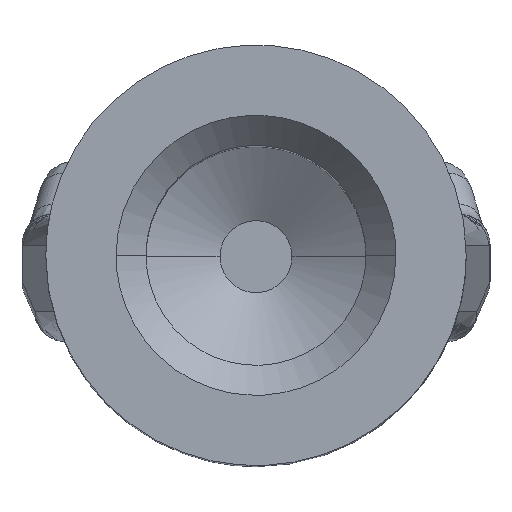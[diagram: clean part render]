
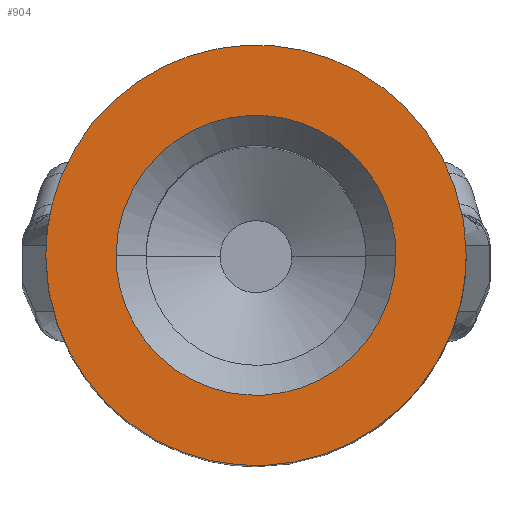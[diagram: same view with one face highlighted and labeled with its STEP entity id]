
A CAD part, top view. The second image highlights one B-rep face of the part: STEP entity #904.
In plain terms, the highlighted free-form (B-spline) face has degree [1, 1] with [2, 2] control points.
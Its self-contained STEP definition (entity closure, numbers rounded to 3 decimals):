
#24 = VERTEX_POINT('',#25);
#25 = CARTESIAN_POINT('',(2.938,0.,0.));
#30 = EDGE_CURVE('',#24,#31,#33,.T.);
#31 = VERTEX_POINT('',#32);
#32 = CARTESIAN_POINT('',(-2.938,0.,
    0.));
#33 = ( BOUNDED_CURVE() B_SPLINE_CURVE(2,(#34,#35,#36,#37,#38),
.UNSPECIFIED.,.F.,.F.) B_SPLINE_CURVE_WITH_KNOTS((3,2,3),(3.142,
4.712,6.283),.PIECEWISE_BEZIER_KNOTS.) CURVE() 
GEOMETRIC_REPRESENTATION_ITEM() RATIONAL_B_SPLINE_CURVE((1.,
0.707,1.,0.707,1.)) REPRESENTATION_ITEM('') );
#34 = CARTESIAN_POINT('',(2.938,0.,
    0.));
#35 = CARTESIAN_POINT('',(2.938,-2.938,
    0.));
#36 = CARTESIAN_POINT('',(0.,-2.938,
    0.));
#37 = CARTESIAN_POINT('',(-2.938,-2.938,
    0.));
#38 = CARTESIAN_POINT('',(-2.938,0.,
    0.));
#117 = VERTEX_POINT('',#118);
#118 = CARTESIAN_POINT('',(-4.413,0.,
    0.));
#123 = EDGE_CURVE('',#124,#117,#126,.T.);
#124 = VERTEX_POINT('',#125);
#125 = CARTESIAN_POINT('',(4.413,0.,0.));
#126 = ( BOUNDED_CURVE() B_SPLINE_CURVE(2,(#127,#128,#129,#130,#131),
.UNSPECIFIED.,.F.,.F.) B_SPLINE_CURVE_WITH_KNOTS((3,2,3),(0.,
1.571,3.142),.PIECEWISE_BEZIER_KNOTS.) CURVE() 
GEOMETRIC_REPRESENTATION_ITEM() RATIONAL_B_SPLINE_CURVE((1.,
0.707,1.,0.707,1.)) REPRESENTATION_ITEM('') );
#127 = CARTESIAN_POINT('',(4.413,0.,0.));
#128 = CARTESIAN_POINT('',(4.413,4.413,
    0.));
#129 = CARTESIAN_POINT('',(0.,4.413,
    0.));
#130 = CARTESIAN_POINT('',(-4.413,4.413,
    0.));
#131 = CARTESIAN_POINT('',(-4.413,0.,
    0.));
#886 = EDGE_CURVE('',#117,#124,#887,.T.);
#887 = ( BOUNDED_CURVE() B_SPLINE_CURVE(2,(#888,#889,#890,#891,#892),
.UNSPECIFIED.,.F.,.F.) B_SPLINE_CURVE_WITH_KNOTS((3,2,3),(3.142,
4.712,6.283),.PIECEWISE_BEZIER_KNOTS.) CURVE() 
GEOMETRIC_REPRESENTATION_ITEM() RATIONAL_B_SPLINE_CURVE((1.,
0.707,1.,0.707,1.)) REPRESENTATION_ITEM('') );
#888 = CARTESIAN_POINT('',(-4.413,0.,
    0.));
#889 = CARTESIAN_POINT('',(-4.413,-4.413,
    0.));
#890 = CARTESIAN_POINT('',(0.,-4.413,
    0.));
#891 = CARTESIAN_POINT('',(4.413,-4.413,
    0.));
#892 = CARTESIAN_POINT('',(4.413,0.,
    0.));
#904 = ADVANCED_FACE('',(#905,#916),#920,.F.);
#905 = FACE_BOUND('',#906,.T.);
#906 = EDGE_LOOP('',(#907,#908));
#907 = ORIENTED_EDGE('',*,*,#30,.T.);
#908 = ORIENTED_EDGE('',*,*,#909,.T.);
#909 = EDGE_CURVE('',#31,#24,#910,.T.);
#910 = ( BOUNDED_CURVE() B_SPLINE_CURVE(2,(#911,#912,#913,#914,#915),
.UNSPECIFIED.,.F.,.F.) B_SPLINE_CURVE_WITH_KNOTS((3,2,3),(0.,
1.571,3.142),.PIECEWISE_BEZIER_KNOTS.) CURVE() 
GEOMETRIC_REPRESENTATION_ITEM() RATIONAL_B_SPLINE_CURVE((1.,
0.707,1.,0.707,1.)) REPRESENTATION_ITEM('') );
#911 = CARTESIAN_POINT('',(-2.938,0.,0.));
#912 = CARTESIAN_POINT('',(-2.938,2.938,
    0.));
#913 = CARTESIAN_POINT('',(0.,2.938,
    0.));
#914 = CARTESIAN_POINT('',(2.938,2.938,
    0.));
#915 = CARTESIAN_POINT('',(2.938,0.,
    0.));
#916 = FACE_BOUND('',#917,.T.);
#917 = EDGE_LOOP('',(#918,#919));
#918 = ORIENTED_EDGE('',*,*,#123,.T.);
#919 = ORIENTED_EDGE('',*,*,#886,.T.);
#920 = B_SPLINE_SURFACE_WITH_KNOTS('',1,1,(
    (#921,#922)
    ,(#923,#924
    )),.UNSPECIFIED.,.F.,.F.,.F.,(2,2),(2,2),(-5.33,1.67),(-3.5,3.5),
  .PIECEWISE_BEZIER_KNOTS.);
#921 = CARTESIAN_POINT('',(4.413,-4.413,
    0.));
#922 = CARTESIAN_POINT('',(4.413,4.413,
    0.));
#923 = CARTESIAN_POINT('',(-4.413,-4.413,
    0.));
#924 = CARTESIAN_POINT('',(-4.413,4.413,
    0.));
